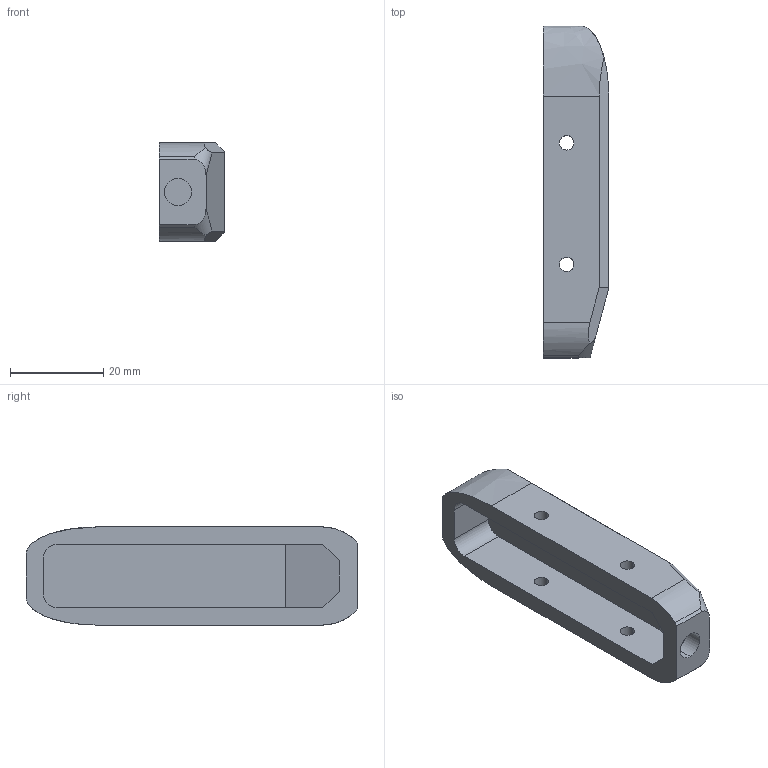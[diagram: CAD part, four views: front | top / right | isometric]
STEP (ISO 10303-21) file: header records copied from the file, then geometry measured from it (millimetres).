
FILE_DESCRIPTION (( 'STEP AP203' ), '1' );
FILE_NAME ('leg end.STEP', '2024-10-28T17:08:45', ( '' ), ( '' ), 'SwSTEP 2.0', 'SolidWorks 2023', '' );
FILE_SCHEMA (( 'CONFIG_CONTROL_DESIGN' ));
Length unit declared in the file: millimetre
Products named in the file (1): leg end
Bounding box: 14 x 71.03 x 21 mm (x, y, z)
Volume: 10282.1 mm3; surface area: 6495.9 mm2
Topology: 1 solids, 1 shells, 40 faces, 109 edges, 72 vertices
Faces by surface type: plane 21, cylinder 16, bspline 3
Entity records: 1599 total; most frequent: CARTESIAN_POINT 525, ORIENTED_EDGE 218, DIRECTION 189, EDGE_CURVE 109, VERTEX_POINT 72, AXIS2_PLACEMENT_3D 64, VECTOR 61, LINE 61
